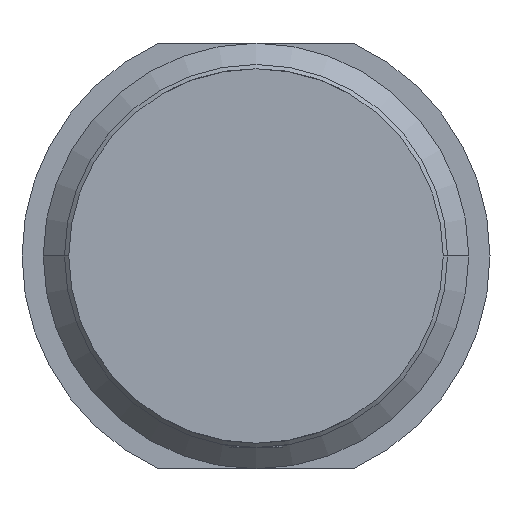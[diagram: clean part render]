
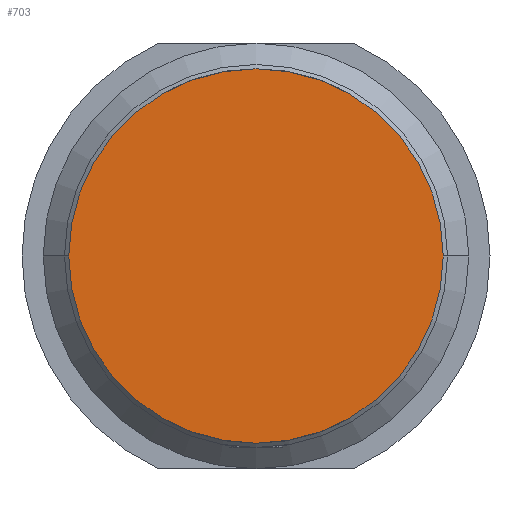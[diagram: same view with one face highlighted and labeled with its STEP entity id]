
A CAD part, front view. The second image highlights one B-rep face of the part: STEP entity #703.
In plain terms, the highlighted planar face has unit normal (0, -1, 0).
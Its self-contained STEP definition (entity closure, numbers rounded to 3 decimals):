
#113 = EDGE_CURVE ( 'Defeature ausgef�hrt1_11+Defeature ausgef�hrt1_18+Defeature ausgef�hrt1_18+Defeature ausgef�hrt1_18', #3648, #3111, #953, .T. ) ;
#301 = DIRECTION ( 'NONE',  ( -1., 0., 0. ) ) ;
#703 = ADVANCED_FACE ( 'Defeature ausgef�hrt1_11', ( #1291 ), #1417, .F. ) ;
#756 = CARTESIAN_POINT ( 'NONE',  ( 0., 0., -1.9 ) ) ;
#874 = CARTESIAN_POINT ( 'NONE',  ( 2.2, 0., 0. ) ) ;
#953 = CIRCLE ( 'NONE', #3934, 2.2 ) ;
#1092 = DIRECTION ( 'NONE',  ( 1., 0., 0. ) ) ;
#1219 = AXIS2_PLACEMENT_3D ( 'NONE', #2403, #3062, #301 ) ;
#1252 = EDGE_LOOP ( 'NONE', ( #2060, #1501 ) ) ;
#1291 = FACE_OUTER_BOUND ( 'NONE', #1252, .T. ) ;
#1337 = DIRECTION ( 'NONE',  ( 0., -1., 0. ) ) ;
#1417 = PLANE ( 'NONE',  #1881 ) ;
#1501 = ORIENTED_EDGE ( 'NONE', *, *, #2723, .T. ) ;
#1881 = AXIS2_PLACEMENT_3D ( 'NONE', #756, #1957, #1092 ) ;
#1885 = CARTESIAN_POINT ( 'NONE',  ( -2.2, 0., 0. ) ) ;
#1901 = CIRCLE ( 'NONE', #1219, 2.2 ) ;
#1957 = DIRECTION ( 'NONE',  ( 0., 1., 0. ) ) ;
#2060 = ORIENTED_EDGE ( 'NONE', *, *, #113, .T. ) ;
#2403 = CARTESIAN_POINT ( 'NONE',  ( 0., 0., 0. ) ) ;
#2545 = CARTESIAN_POINT ( 'NONE',  ( 0., 0., 0. ) ) ;
#2723 = EDGE_CURVE ( 'Defeature ausgef�hrt1_11+Defeature ausgef�hrt1_18+Defeature ausgef�hrt1_18+Defeature ausgef�hrt1_18', #3111, #3648, #1901, .T. ) ;
#3062 = DIRECTION ( 'NONE',  ( 0., -1., 0. ) ) ;
#3111 = VERTEX_POINT ( 'NONE', #874 ) ;
#3648 = VERTEX_POINT ( 'NONE', #1885 ) ;
#3705 = DIRECTION ( 'NONE',  ( -1., 0., 0. ) ) ;
#3934 = AXIS2_PLACEMENT_3D ( 'NONE', #2545, #1337, #3705 ) ;
